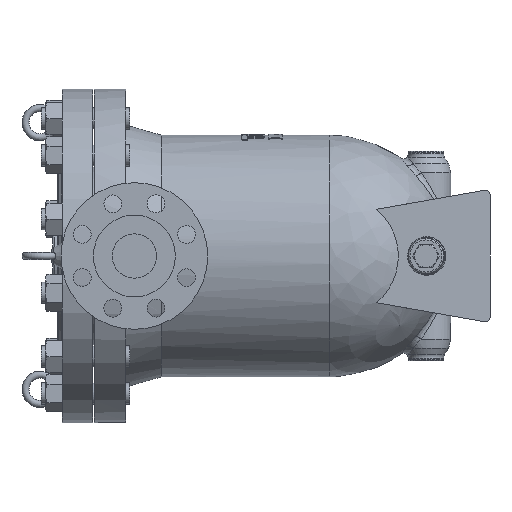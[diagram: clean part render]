
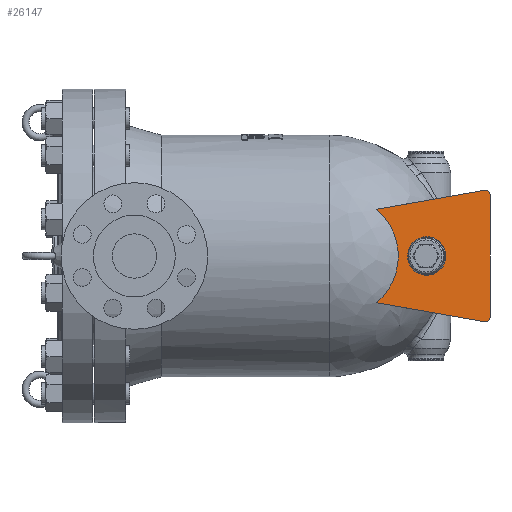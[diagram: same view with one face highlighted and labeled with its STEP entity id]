
A CAD part, left-side view. The second image highlights one B-rep face of the part: STEP entity #26147.
In plain terms, the highlighted planar face has unit normal (-0.998, -0.07, 0).
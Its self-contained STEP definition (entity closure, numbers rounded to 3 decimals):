
#25969=CARTESIAN_POINT('',(-105.0,-445.0,-69.041));
#25970=VERTEX_POINT('',#25969);
#25971=CARTESIAN_POINT('',(-105.41,-439.132,-73.965));
#25972=VERTEX_POINT('',#25971);
#25973=CARTESIAN_POINT('',(-105.35,-440.0,-69.041));
#25974=DIRECTION('',(0.998,0.07,0.0));
#25975=DIRECTION('',(0.07,-0.998,0.));
#25976=AXIS2_PLACEMENT_3D('',#25973,#25974,#25975);
#25977=ELLIPSE('',#25976,5.012,5.);
#25978=EDGE_CURVE('',#25970,#25972,#25977,.T.);
#26012=CARTESIAN_POINT('',(-113.913,-317.545,-52.526));
#26013=VERTEX_POINT('',#26012);
#26014=CARTESIAN_POINT('',(-113.913,-317.545,-52.526));
#26015=DIRECTION('',(0.069,-0.982,-0.173));
#26016=VECTOR('',#26015,123.755);
#26017=LINE('',#26014,#26016);
#26018=EDGE_CURVE('',#26013,#25972,#26017,.T.);
#26038=CARTESIAN_POINT('',(-116.012,-287.527,0.0));
#26039=DIRECTION('',(-0.998,-0.07,0.0));
#26040=DIRECTION('',(0.0,0.0,1.0));
#26041=AXIS2_PLACEMENT_3D('',#26038,#26039,#26040);
#26042=PLANE('',#26041);
#26043=ORIENTED_EDGE('',*,*,#25978,.F.);
#26044=CARTESIAN_POINT('',(-105.0,-445.0,69.041));
#26045=VERTEX_POINT('',#26044);
#26046=CARTESIAN_POINT('',(-105.0,-445.0,69.041));
#26047=DIRECTION('',(0.0,0.0,-1.0));
#26048=VECTOR('',#26047,138.082);
#26049=LINE('',#26046,#26048);
#26050=EDGE_CURVE('',#26045,#25970,#26049,.T.);
#26051=ORIENTED_EDGE('',*,*,#26050,.F.);
#26052=CARTESIAN_POINT('',(-105.41,-439.132,73.965));
#26053=VERTEX_POINT('',#26052);
#26054=CARTESIAN_POINT('',(-105.35,-440.0,69.041));
#26055=DIRECTION('',(0.998,0.07,0.0));
#26056=DIRECTION('',(0.07,-0.998,0.));
#26057=AXIS2_PLACEMENT_3D('',#26054,#26055,#26056);
#26058=ELLIPSE('',#26057,5.012,5.);
#26059=EDGE_CURVE('',#26053,#26045,#26058,.T.);
#26060=ORIENTED_EDGE('',*,*,#26059,.F.);
#26061=CARTESIAN_POINT('',(-113.913,-317.545,52.526));
#26062=VERTEX_POINT('',#26061);
#26063=CARTESIAN_POINT('',(-105.41,-439.132,73.965));
#26064=DIRECTION('',(-0.069,0.982,-0.173));
#26065=VECTOR('',#26064,123.755);
#26066=LINE('',#26063,#26065);
#26067=EDGE_CURVE('',#26053,#26062,#26066,.T.);
#26068=ORIENTED_EDGE('',*,*,#26067,.T.);
#26069=CARTESIAN_POINT('',(-117.015,-273.182,0.0));
#26070=DIRECTION('',(-0.998,-0.07,0.0));
#26071=DIRECTION('',(0.0,0.0,-1.0));
#26072=AXIS2_PLACEMENT_3D('',#26069,#26070,#26071);
#26073=CIRCLE('',#26072,68.823);
#26074=EDGE_CURVE('',#26013,#26062,#26073,.T.);
#26075=ORIENTED_EDGE('',*,*,#26074,.F.);
#26076=ORIENTED_EDGE('',*,*,#26018,.T.);
#26077=EDGE_LOOP('',(#26043,#26051,#26060,#26068,#26075,#26076));
#26078=FACE_OUTER_BOUND('',#26077,.T.);
#26079=CARTESIAN_POINT('',(-111.473,-352.425,3.304));
#26080=VERTEX_POINT('',#26079);
#26081=CARTESIAN_POINT('',(-111.473,-352.425,-3.304));
#26082=VERTEX_POINT('',#26081);
#26083=CARTESIAN_POINT('',(-111.473,-352.425,3.304));
#26084=CARTESIAN_POINT('',(-111.481,-352.314,2.687));
#26085=CARTESIAN_POINT('',(-111.487,-352.231,2.066));
#26086=CARTESIAN_POINT('',(-111.495,-352.123,0.732));
#26087=CARTESIAN_POINT('',(-111.496,-352.108,0.028));
#26088=CARTESIAN_POINT('',(-111.492,-352.166,-1.488));
#26089=CARTESIAN_POINT('',(-111.486,-352.252,-2.285));
#26090=CARTESIAN_POINT('',(-111.475,-352.399,-3.156));
#26091=CARTESIAN_POINT('',(-111.474,-352.412,-3.23));
#26092=CARTESIAN_POINT('',(-111.473,-352.425,-3.304));
#26093=B_SPLINE_CURVE_WITH_KNOTS('',3,(#26083,#26084,#26085,#26086,#26087,#26088,#26089,#26090,#26091,#26092),.UNSPECIFIED.,.F.,.U.,(4,2,2,2,4),(-1.064,-0.875,-0.663,-0.421,-0.398),.UNSPECIFIED.);
#26094=EDGE_CURVE('',#26080,#26082,#26093,.T.);
#26095=ORIENTED_EDGE('',*,*,#26094,.F.);
#26096=CARTESIAN_POINT('',(-110.423,-367.452,20.641));
#26097=VERTEX_POINT('',#26096);
#26098=CARTESIAN_POINT('',(-110.423,-367.452,20.641));
#26099=CARTESIAN_POINT('',(-110.486,-366.552,20.361));
#26100=CARTESIAN_POINT('',(-110.546,-365.686,20.026));
#26101=CARTESIAN_POINT('',(-110.685,-363.706,19.126));
#26102=CARTESIAN_POINT('',(-110.772,-362.461,18.424));
#26103=CARTESIAN_POINT('',(-110.934,-360.141,16.78));
#26104=CARTESIAN_POINT('',(-111.009,-359.066,15.838));
#26105=CARTESIAN_POINT('',(-111.135,-357.269,13.962));
#26106=CARTESIAN_POINT('',(-111.197,-356.381,12.856));
#26107=CARTESIAN_POINT('',(-111.304,-354.849,10.484));
#26108=CARTESIAN_POINT('',(-111.349,-354.206,9.219));
#26109=CARTESIAN_POINT('',(-111.416,-353.241,6.821));
#26110=CARTESIAN_POINT('',(-111.445,-352.83,5.466));
#26111=CARTESIAN_POINT('',(-111.467,-352.512,3.824));
#26112=CARTESIAN_POINT('',(-111.471,-352.466,3.564));
#26113=CARTESIAN_POINT('',(-111.473,-352.425,3.304));
#26114=B_SPLINE_CURVE_WITH_KNOTS('',3,(#26098,#26099,#26100,#26101,#26102,#26103,#26104,#26105,#26106,#26107,#26108,#26109,#26110,#26111,#26112,#26113),.UNSPECIFIED.,.F.,.U.,(4,2,2,2,2,2,2,4),(3.854,4.116,4.507,4.899,5.288,5.676,6.063,6.136),.UNSPECIFIED.);
#26115=EDGE_CURVE('',#26097,#26080,#26114,.T.);
#26116=ORIENTED_EDGE('',*,*,#26115,.F.);
#26117=CARTESIAN_POINT('',(-110.423,-367.452,-20.641));
#26118=VERTEX_POINT('',#26117);
#26119=CARTESIAN_POINT('',(-109.973,-373.887,0.));
#26120=DIRECTION('',(-0.998,-0.07,0.0));
#26121=DIRECTION('',(-0.07,0.998,0.));
#26122=AXIS2_PLACEMENT_3D('',#26119,#26120,#26121);
#26123=ELLIPSE('',#26122,21.69,21.619);
#26124=EDGE_CURVE('',#26118,#26097,#26123,.T.);
#26125=ORIENTED_EDGE('',*,*,#26124,.F.);
#26126=CARTESIAN_POINT('',(-111.473,-352.425,-3.304));
#26127=CARTESIAN_POINT('',(-111.471,-352.466,-3.564));
#26128=CARTESIAN_POINT('',(-111.467,-352.512,-3.824));
#26129=CARTESIAN_POINT('',(-111.445,-352.83,-5.466));
#26130=CARTESIAN_POINT('',(-111.416,-353.241,-6.821));
#26131=CARTESIAN_POINT('',(-111.349,-354.206,-9.219));
#26132=CARTESIAN_POINT('',(-111.304,-354.849,-10.484));
#26133=CARTESIAN_POINT('',(-111.197,-356.381,-12.856));
#26134=CARTESIAN_POINT('',(-111.135,-357.269,-13.962));
#26135=CARTESIAN_POINT('',(-111.009,-359.066,-15.838));
#26136=CARTESIAN_POINT('',(-110.934,-360.141,-16.78));
#26137=CARTESIAN_POINT('',(-110.772,-362.461,-18.424));
#26138=CARTESIAN_POINT('',(-110.685,-363.706,-19.126));
#26139=CARTESIAN_POINT('',(-110.546,-365.686,-20.026));
#26140=CARTESIAN_POINT('',(-110.486,-366.552,-20.361));
#26141=CARTESIAN_POINT('',(-110.423,-367.452,-20.641));
#26142=B_SPLINE_CURVE_WITH_KNOTS('',3,(#26126,#26127,#26128,#26129,#26130,#26131,#26132,#26133,#26134,#26135,#26136,#26137,#26138,#26139,#26140,#26141),.UNSPECIFIED.,.F.,.U.,(4,2,2,2,2,2,2,4),(6.765,6.838,7.225,7.614,8.002,8.394,8.785,9.048),.UNSPECIFIED.);
#26143=EDGE_CURVE('',#26082,#26118,#26142,.T.);
#26144=ORIENTED_EDGE('',*,*,#26143,.F.);
#26145=EDGE_LOOP('',(#26095,#26116,#26125,#26144));
#26146=FACE_BOUND('',#26145,.T.);
#26147=ADVANCED_FACE('',(#26078,#26146),#26042,.T.);
